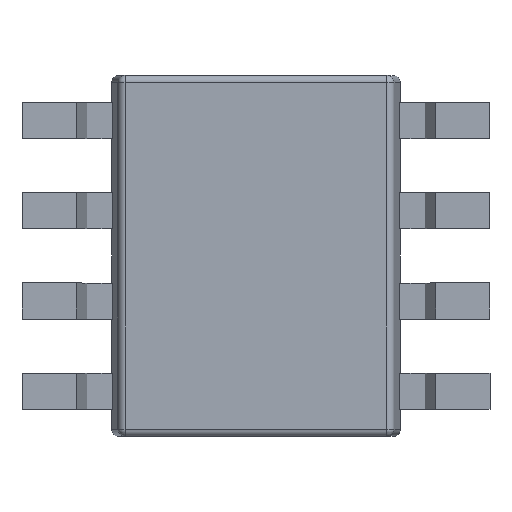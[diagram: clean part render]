
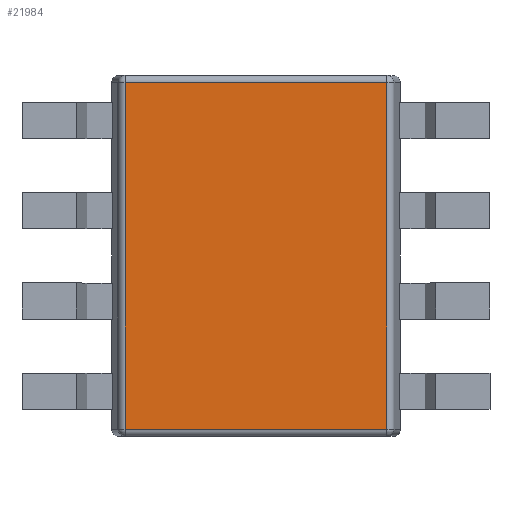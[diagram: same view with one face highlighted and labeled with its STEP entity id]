
A CAD part, top view. The second image highlights one B-rep face of the part: STEP entity #21984.
In plain terms, the highlighted planar face has unit normal (0, 0, 1).
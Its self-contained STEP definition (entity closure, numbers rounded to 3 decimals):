
#8524 = AXIS2_PLACEMENT_3D ( 'NONE', #8591, #8590, #8589 ) ;
#8560 = PLANE ( 'NONE',  #8524 ) ;
#8567 = FACE_OUTER_BOUND ( 'NONE', #21978, .T. ) ;
#8579 = DIRECTION ( 'NONE',  ( 0., -1., 0. ) ) ;
#8580 = VECTOR ( 'NONE', #8579, 1000. ) ;
#8581 = CARTESIAN_POINT ( 'NONE',  ( 0.087, 5., 0. ) ) ;
#8585 = LINE ( 'NONE', #8581, #8580 ) ;
#8589 = DIRECTION ( 'NONE',  ( -1., 0., 0. ) ) ;
#8590 = DIRECTION ( 'NONE',  ( 0., 0., -1. ) ) ;
#8591 = CARTESIAN_POINT ( 'NONE',  ( 0., 5., 0. ) ) ;
#8825 = DIRECTION ( 'NONE',  ( 0., 1., 0. ) ) ;
#8826 = VECTOR ( 'NONE', #8825, 1000. ) ;
#8827 = CARTESIAN_POINT ( 'NONE',  ( 3.713, 5., 0. ) ) ;
#8830 = LINE ( 'NONE', #8827, #8826 ) ;
#8857 = LINE ( 'NONE', #8872, #8871 ) ;
#8862 = DIRECTION ( 'NONE',  ( -1., 0., 0. ) ) ;
#8863 = VECTOR ( 'NONE', #8862, 1000. ) ;
#8868 = CARTESIAN_POINT ( 'NONE',  ( 0., 4.9, 0. ) ) ;
#8869 = LINE ( 'NONE', #8868, #8863 ) ;
#8870 = DIRECTION ( 'NONE',  ( 1., 0., 0. ) ) ;
#8871 = VECTOR ( 'NONE', #8870, 1000. ) ;
#8872 = CARTESIAN_POINT ( 'NONE',  ( 0., 0.1, 0. ) ) ;
#20025 = CARTESIAN_POINT ( 'NONE',  ( 0.087, 0.1, 0. ) ) ;
#20066 = CARTESIAN_POINT ( 'NONE',  ( 3.713, 0.1, 0. ) ) ;
#20068 = CARTESIAN_POINT ( 'NONE',  ( 3.713, 4.9, 0. ) ) ;
#20087 = CARTESIAN_POINT ( 'NONE',  ( 0.087, 4.9, 0. ) ) ;
#21261 = VERTEX_POINT ( 'NONE', #20087 ) ;
#21262 = VERTEX_POINT ( 'NONE', #20068 ) ;
#21264 = VERTEX_POINT ( 'NONE', #20066 ) ;
#21267 = VERTEX_POINT ( 'NONE', #20025 ) ;
#21978 = EDGE_LOOP ( 'NONE', ( #22047, #22046, #22019, #22037 ) ) ;
#21984 = ADVANCED_FACE ( 'NONE', ( #8567 ), #8560, .F. ) ;
#21994 = EDGE_CURVE ( 'NONE', #21261, #21267, #8585, .T. ) ;
#22019 = ORIENTED_EDGE ( 'NONE', *, *, #22052, .T. ) ;
#22037 = ORIENTED_EDGE ( 'NONE', *, *, #22061, .T. ) ;
#22046 = ORIENTED_EDGE ( 'NONE', *, *, #22059, .T. ) ;
#22047 = ORIENTED_EDGE ( 'NONE', *, *, #21994, .T. ) ;
#22052 = EDGE_CURVE ( 'NONE', #21264, #21262, #8830, .T. ) ;
#22059 = EDGE_CURVE ( 'NONE', #21267, #21264, #8857, .T. ) ;
#22061 = EDGE_CURVE ( 'NONE', #21262, #21261, #8869, .T. ) ;
